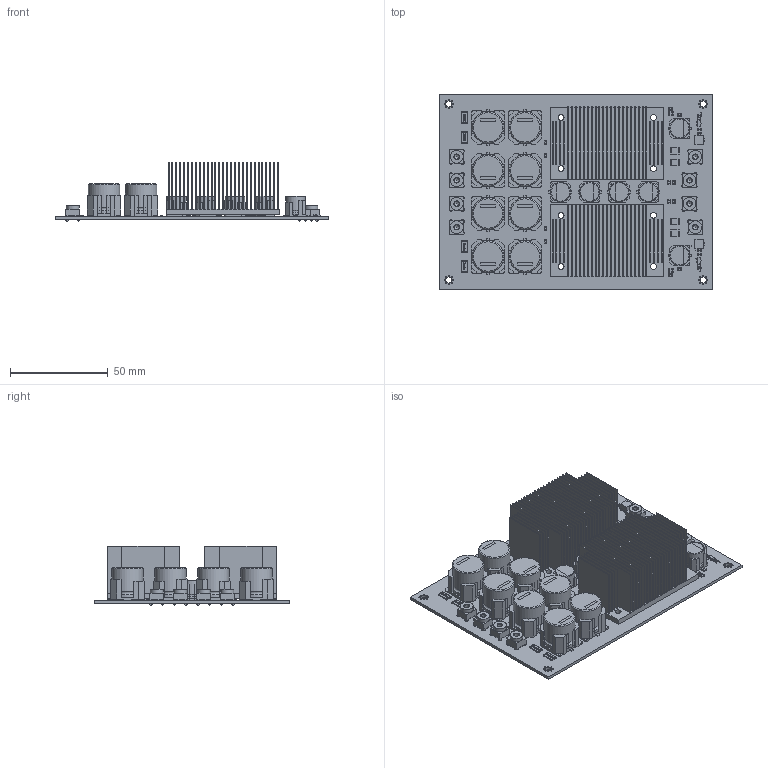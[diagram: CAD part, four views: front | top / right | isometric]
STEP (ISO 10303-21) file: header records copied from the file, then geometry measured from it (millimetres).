
FILE_DESCRIPTION(/* description */ (''),/* implementation_level */ '2;1');
FILE_NAME(/* name */ 'DDC402MP_0.step',/* time_stamp */ '2023-06-22T16:22:56+02:00',/* author */ (''),/* organization */ (''),/* preprocessor_version */ 'ST-DEVELOPER v19.2',/* originating_system */ 'Autodesk Translation Framework v12.4.0.73',/* authorisation */ '');
FILE_SCHEMA (('AUTOMOTIVE_DESIGN { 1 0 10303 214 3 1 1 }'));
Products named in the file (90): DDC402MP_0; Board; Packages; 547-95AB; 547-95AB (1); SON50P300X300X80-11N; Body; PinsArrayLR; ThermalPad; SON50P300X300X80-11N (1); Body (1); PinsArrayLR (1); ThermalPad (1); 0805; 0805 (1); 0805 (2); 0805 (3); 0805 (4); FIDUCIAL_1MM; FIDUCIAL_1MM (1); FIDUCIAL_1MM (2); FIDUCIAL_1MM (3); R2512 (1); Body (4); Pins; Cover; R2512 (2); Body (5); Pins (1); Cover (1); R2512 (3); Body (6); Pins (2); Cover (2); R2512 (4); Body (7); Pins (3); Cover (3); 0805 (6); 0805 (7) ...
Assembly tree (226 placements, depth 4):
  DDC402MP_0
    Board
    Packages
      547-95AB
      547-95AB (1)
      SON50P300X300X80-11N
        Body
        PinsArrayLR
        ThermalPad
      SON50P300X300X80-11N (1)
        Body (1)
        PinsArrayLR (1)
        ThermalPad (1)
      0805
      0805 (1)
      0805 (2)
      0805 (3)
      0805 (4)
      0805 (6)  x2
      0805 (7)  x2
      FIDUCIAL_1MM
      FIDUCIAL_1MM (1)
      FIDUCIAL_1MM (2)
      FIDUCIAL_1MM (3)
      R2512 (1)
        Body (4)
        Pins
        Cover
      R2512 (2)
        Body (5)
        Pins (1)
        Cover (1)
      R2512 (3)
        Body (6)
        Pins (2)
        Cover (2)
      R2512 (4)
        Body (7)
        Pins (3)
        Cover (3)
      WE-CBF_1812(W=6.3)
        782965xxx
        Lötende  x2
      WE-CBF_1812(W=6.3) (1)
        782965xxx (1)
        Lötende (1)  x2
      WE-CBF_1812(W=6.3) (2)
        782965xxx (2)
        Lötende (2)  x2
      WE-CBF_1812(W=6.3) (3)
        782965xxx (3)
        Lötende (3)  x2
      RTRIM3214J  x2
      3MM_HOLE  x4
      EEEFK0J682AV  x8
        SIZE CODE J16-001
        SIZE CODE J16-002
        SIZE CODE J16-003
        SIZE CODE J16-004
      HYBRID_G_VP  x6
Bounding box: 140 x 100 x 30.4 mm (x, y, z)
Volume: 95329.4 mm3; surface area: 165388.7 mm2
Topology: 499 solids, 501 shells, 10057 faces, 25723 edges, 16552 vertices
Faces by surface type: plane 6262, bspline 1930, cylinder 1567, sphere 248, torus 28, cone 22
Full cylindrical faces by diameter (mm): 0.3 x114, 0.375 x8, 0.5 x36, 0.889 x2, 1.016 x2, 1.3 x12, 1.4 x12, 1.5 x7, 1.524 x2, 1.6 x16, 1.626 x2, 1.8 x16, 1.85 x32, 2.459 x16, 3 x8, 3.2 x8, 6.6 x8, 10 x12, 16 x16
Entity records: 152743 total; most frequent: CARTESIAN_POINT 42558, ORIENTED_EDGE 22872, DIRECTION 19930, EDGE_CURVE 11436, LINE 7894, VECTOR 7894, VERTEX_POINT 7432, AXIS2_PLACEMENT_3D 6018
